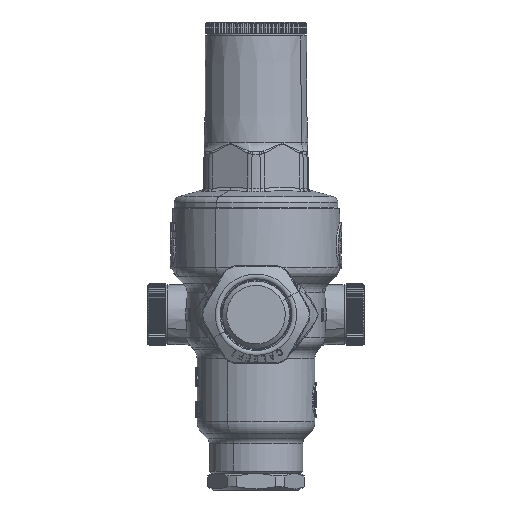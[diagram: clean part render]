
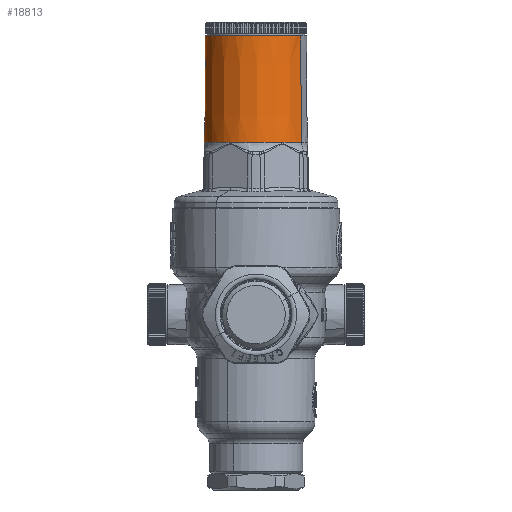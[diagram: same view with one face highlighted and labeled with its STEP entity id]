
A CAD part, front view. The second image highlights one B-rep face of the part: STEP entity #18813.
In plain terms, the highlighted conical face has half-angle 0.5 degrees and reference radius 15.5 mm.
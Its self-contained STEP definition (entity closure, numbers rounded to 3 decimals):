
#15306=CARTESIAN_POINT('Vertex',(-13.618,-7.439,85.033)) ;
#15320=CARTESIAN_POINT('Vertex',(-13.618,7.439,85.033)) ;
#15323=CARTESIAN_POINT('Axis2P3D Location',(0.,0.,85.033)) ;
#15336=CARTESIAN_POINT('Axis2P3D Location',(0.,0.,85.033)) ;
#15340=CARTESIAN_POINT('Vertex',(13.618,-7.439,85.033)) ;
#18782=CARTESIAN_POINT('Axis2P3D Location',(0.,0.,87.)) ;
#18787=CARTESIAN_POINT('Line Origine',(-13.741,7.507,68.95)) ;
#18791=CARTESIAN_POINT('Vertex',(-13.866,7.575,52.536)) ;
#18794=CARTESIAN_POINT('Axis2P3D Location',(0.,0.,52.536)) ;
#18798=CARTESIAN_POINT('Vertex',(13.866,-7.575,52.536)) ;
#18801=CARTESIAN_POINT('Line Origine',(13.741,-7.507,68.95)) ;
#15324=DIRECTION('Axis2P3D Direction',(0.,0.,-1.)) ;
#15337=DIRECTION('Axis2P3D Direction',(0.,0.,-1.)) ;
#18783=DIRECTION('Axis2P3D Direction',(0.,0.,-1.)) ;
#18784=DIRECTION('Axis2P3D XDirection',(0.878,-0.479,0.)) ;
#18788=DIRECTION('Vector Direction',(-0.008,0.004,-1.)) ;
#18795=DIRECTION('Axis2P3D Direction',(-0.,-0.,-1.)) ;
#18802=DIRECTION('Vector Direction',(0.008,-0.004,-1.)) ;
#15325=AXIS2_PLACEMENT_3D('Circle Axis2P3D',#15323,#15324,$) ;
#15338=AXIS2_PLACEMENT_3D('Circle Axis2P3D',#15336,#15337,$) ;
#18785=AXIS2_PLACEMENT_3D('Cone Axis2P3D',#18782,#18783,#18784) ;
#18796=AXIS2_PLACEMENT_3D('Circle Axis2P3D',#18794,#18795,$) ;
#18807=ORIENTED_EDGE('',*,*,#15342,.F.) ;
#18808=ORIENTED_EDGE('',*,*,#15327,.T.) ;
#18809=ORIENTED_EDGE('',*,*,#18793,.F.) ;
#18810=ORIENTED_EDGE('',*,*,#18800,.F.) ;
#18811=ORIENTED_EDGE('',*,*,#18805,.T.) ;
#18789=VECTOR('Line Direction',#18788,1.) ;
#18803=VECTOR('Line Direction',#18802,1.) ;
#18813=ADVANCED_FACE('PartBody',(#18812),#18786,.T.) ;
#15326=CIRCLE('generated circle',#15325,15.517) ;
#15339=CIRCLE('generated circle',#15338,15.517) ;
#18797=CIRCLE('generated circle',#18796,15.801) ;
#18786=CONICAL_SURFACE('Cone',#18785,15.5,0.009) ;
#15327=EDGE_CURVE('',#15307,#15321,#15326,.T.) ;
#15342=EDGE_CURVE('',#15307,#15341,#15339,.F.) ;
#18793=EDGE_CURVE('',#18792,#15321,#18790,.F.) ;
#18800=EDGE_CURVE('',#18799,#18792,#18797,.T.) ;
#18805=EDGE_CURVE('',#18799,#15341,#18804,.F.) ;
#18806=EDGE_LOOP('',(#18807,#18808,#18809,#18810,#18811)) ;
#18812=FACE_OUTER_BOUND('',#18806,.T.) ;
#18790=LINE('Line',#18787,#18789) ;
#18804=LINE('Line',#18801,#18803) ;
#15307=VERTEX_POINT('',#15306) ;
#15321=VERTEX_POINT('',#15320) ;
#15341=VERTEX_POINT('',#15340) ;
#18792=VERTEX_POINT('',#18791) ;
#18799=VERTEX_POINT('',#18798) ;
